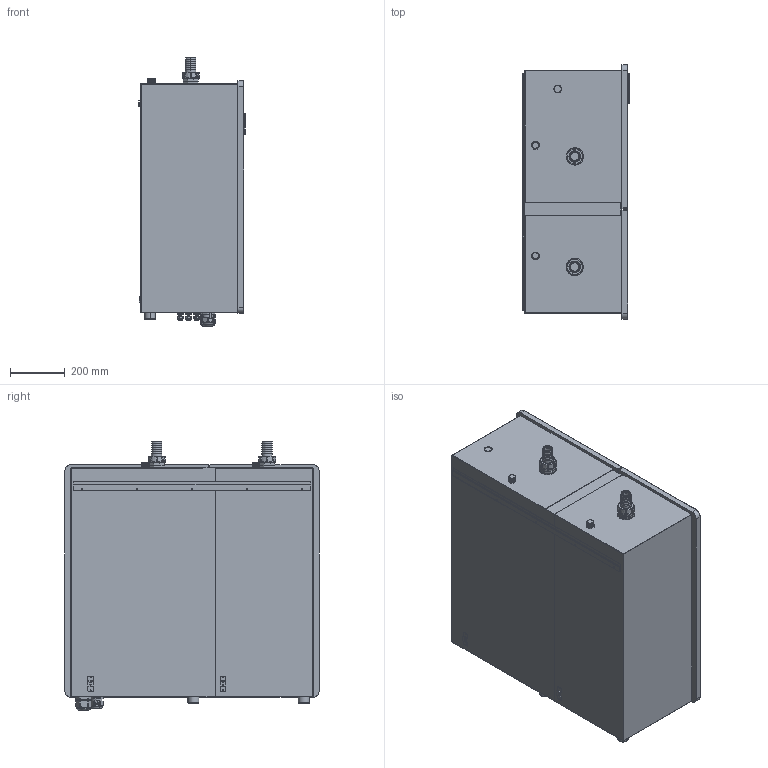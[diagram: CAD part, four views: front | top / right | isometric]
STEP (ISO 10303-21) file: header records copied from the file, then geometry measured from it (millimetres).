
FILE_DESCRIPTION((''),'2;1');
FILE_NAME('INGOMBRI_ZEPHIR_LARGE-MOD','2023-07-13T',('mcortina'),(''),'CREO PARAMETRIC BY PTC INC, 2016050','CREO PARAMETRIC BY PTC INC, 2016050','');
FILE_SCHEMA(('AUTOMOTIVE_DESIGN { 1 0 10303 214 1 1 1 1 }'));
Length unit declared in the file: millimetre
Products named in the file (1): INGOMBRI_ZEPHIR_LARGE-MOD
Bounding box: 387.1 x 924.5 x 975.9 mm (x, y, z)
Volume: 276667019.5 mm3; surface area: 3730704.4 mm2
Topology: 3 solids, 20 shells, 1103 faces, 2696 edges, 1700 vertices
Faces by surface type: plane 528, cylinder 412, cone 67, torus 55, sphere 28, bspline 13
Entity records: 37975 total; most frequent: CARTESIAN_POINT 11645, DIRECTION 5613, ORIENTED_EDGE 5344, EDGE_CURVE 2672, AXIS2_PLACEMENT_3D 2076, VERTEX_POINT 1700, VECTOR 1461, LINE 1461
